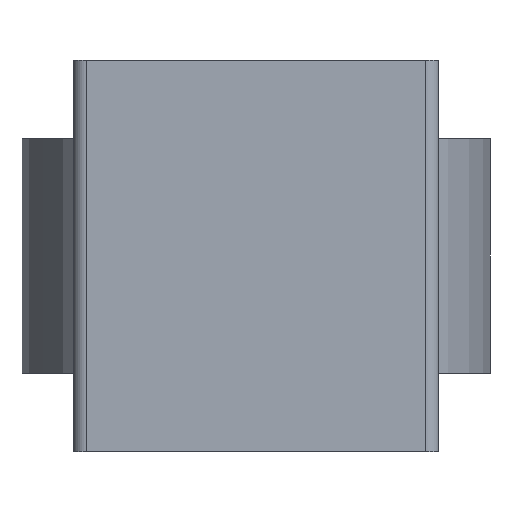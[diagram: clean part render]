
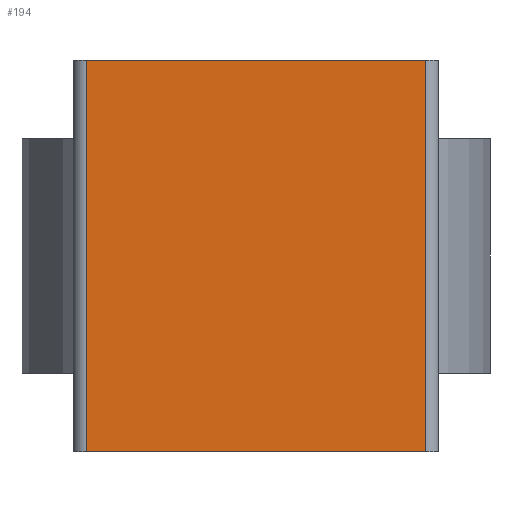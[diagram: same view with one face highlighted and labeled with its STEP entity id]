
A CAD part, left-side view. The second image highlights one B-rep face of the part: STEP entity #194.
In plain terms, the highlighted planar face has unit normal (-1, 0, 0).
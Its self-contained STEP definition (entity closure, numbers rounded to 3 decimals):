
#47 = VERTEX_POINT ( 'NONE', #370 ) ;
#57 = CARTESIAN_POINT ( 'NONE',  ( 0., 27., 0. ) ) ;
#73 = CARTESIAN_POINT ( 'NONE',  ( 0., 0., 30. ) ) ;
#104 = EDGE_CURVE ( 'NONE', #1398, #395, #1084, .T. ) ;
#106 = PLANE ( 'NONE',  #266 ) ;
#194 = ADVANCED_FACE ( 'NONE', ( #408 ), #106, .T. ) ;
#195 = DIRECTION ( 'NONE',  ( 0., 1., 0. ) ) ;
#238 = ORIENTED_EDGE ( 'NONE', *, *, #1532, .F. ) ;
#243 = LINE ( 'NONE', #73, #1140 ) ;
#266 = AXIS2_PLACEMENT_3D ( 'NONE', #693, #1405, #581 ) ;
#320 = CARTESIAN_POINT ( 'NONE',  ( 0., 0., 0. ) ) ;
#370 = CARTESIAN_POINT ( 'NONE',  ( 0., 1., 0. ) ) ;
#378 = LINE ( 'NONE', #428, #969 ) ;
#395 = VERTEX_POINT ( 'NONE', #57 ) ;
#397 = EDGE_LOOP ( 'NONE', ( #724, #238, #1304, #475 ) ) ;
#408 = FACE_OUTER_BOUND ( 'NONE', #397, .T. ) ;
#428 = CARTESIAN_POINT ( 'NONE',  ( 0., 1., 30. ) ) ;
#452 = VECTOR ( 'NONE', #830, 1000. ) ;
#475 = ORIENTED_EDGE ( 'NONE', *, *, #104, .T. ) ;
#581 = DIRECTION ( 'NONE',  ( 0., 0., 1. ) ) ;
#651 = LINE ( 'NONE', #320, #1014 ) ;
#693 = CARTESIAN_POINT ( 'NONE',  ( 0., 0., 30. ) ) ;
#696 = CARTESIAN_POINT ( 'NONE',  ( 0., 1., 30. ) ) ;
#706 = CARTESIAN_POINT ( 'NONE',  ( 0., 27., 30. ) ) ;
#724 = ORIENTED_EDGE ( 'NONE', *, *, #1062, .F. ) ;
#830 = DIRECTION ( 'NONE',  ( 0., 0., -1. ) ) ;
#969 = VECTOR ( 'NONE', #1137, 1000. ) ;
#1014 = VECTOR ( 'NONE', #1149, 1000. ) ;
#1062 = EDGE_CURVE ( 'NONE', #47, #395, #651, .T. ) ;
#1084 = LINE ( 'NONE', #706, #452 ) ;
#1137 = DIRECTION ( 'NONE',  ( 0., 0., -1. ) ) ;
#1140 = VECTOR ( 'NONE', #195, 1000. ) ;
#1149 = DIRECTION ( 'NONE',  ( 0., 1., 0. ) ) ;
#1175 = EDGE_CURVE ( 'NONE', #1339, #1398, #243, .T. ) ;
#1304 = ORIENTED_EDGE ( 'NONE', *, *, #1175, .T. ) ;
#1310 = CARTESIAN_POINT ( 'NONE',  ( 0., 27., 30. ) ) ;
#1339 = VERTEX_POINT ( 'NONE', #696 ) ;
#1398 = VERTEX_POINT ( 'NONE', #1310 ) ;
#1405 = DIRECTION ( 'NONE',  ( -1., 0., 0. ) ) ;
#1532 = EDGE_CURVE ( 'NONE', #1339, #47, #378, .T. ) ;
